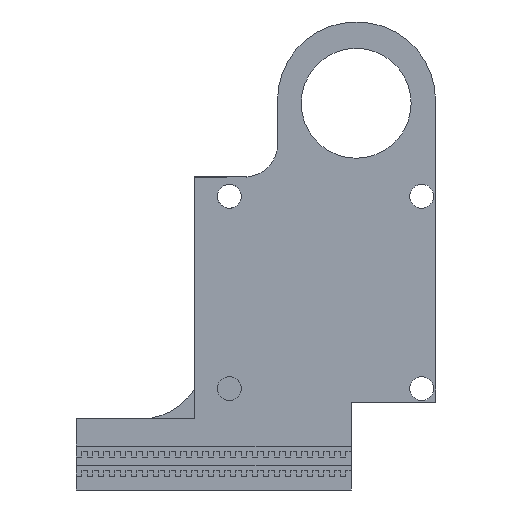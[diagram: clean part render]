
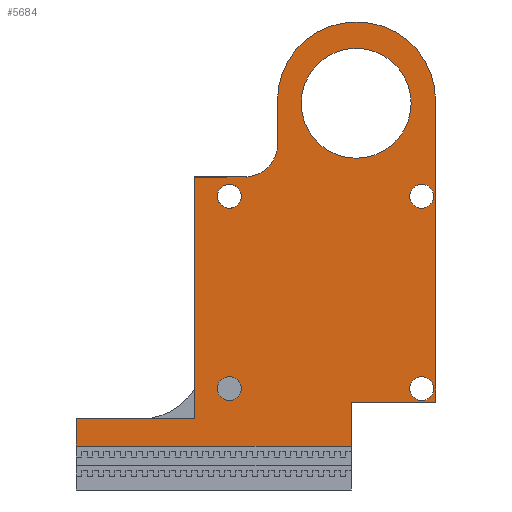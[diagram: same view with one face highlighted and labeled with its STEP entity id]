
A CAD part, front view. The second image highlights one B-rep face of the part: STEP entity #5684.
In plain terms, the highlighted planar face has unit normal (0, -1, 0).
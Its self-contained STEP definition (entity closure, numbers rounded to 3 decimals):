
#28=FACE_BOUND('',#597,.T.);
#29=FACE_BOUND('',#598,.T.);
#30=FACE_BOUND('',#599,.T.);
#31=FACE_BOUND('',#600,.T.);
#32=FACE_BOUND('',#601,.T.);
#65=PLANE('',#5982);
#314=FACE_OUTER_BOUND('',#596,.T.);
#596=EDGE_LOOP('',(#3949,#3950,#3951,#3952,#3953,#3954,#3955,#3956,#3957,
#3958,#3959,#3960,#3961,#3962,#3963,#3964,#3965,#3966));
#597=EDGE_LOOP('',(#3967));
#598=EDGE_LOOP('',(#3968));
#599=EDGE_LOOP('',(#3969));
#600=EDGE_LOOP('',(#3970));
#601=EDGE_LOOP('',(#3971));
#914=LINE('',#7850,#1671);
#917=LINE('',#7856,#1674);
#918=LINE('',#7858,#1675);
#919=LINE('',#7860,#1676);
#920=LINE('',#7862,#1677);
#921=LINE('',#7864,#1678);
#922=LINE('',#7866,#1679);
#923=LINE('',#7868,#1680);
#924=LINE('',#7870,#1681);
#925=LINE('',#7872,#1682);
#926=LINE('',#7874,#1683);
#927=LINE('',#7876,#1684);
#928=LINE('',#7878,#1685);
#929=LINE('',#7880,#1686);
#930=LINE('',#7884,#1687);
#1671=VECTOR('',#6357,10.);
#1674=VECTOR('',#6362,10.);
#1675=VECTOR('',#6363,10.);
#1676=VECTOR('',#6364,10.);
#1677=VECTOR('',#6365,10.);
#1678=VECTOR('',#6366,10.);
#1679=VECTOR('',#6367,10.);
#1680=VECTOR('',#6368,10.);
#1681=VECTOR('',#6369,11.5);
#1682=VECTOR('',#6370,5.);
#1683=VECTOR('',#6371,50.);
#1684=VECTOR('',#6372,10.);
#1685=VECTOR('',#6373,10.);
#1686=VECTOR('',#6374,10.);
#1687=VECTOR('',#6377,10.);
#2426=CIRCLE('',#5979,5.857);
#2428=CIRCLE('',#5983,14.231);
#2429=CIRCLE('',#5984,14.231);
#2430=CIRCLE('',#5985,10.);
#2431=CIRCLE('',#5986,2.175);
#2432=CIRCLE('',#5987,2.175);
#2433=CIRCLE('',#5988,2.175);
#2434=CIRCLE('',#5989,2.175);
#2511=VERTEX_POINT('',#7840);
#2512=VERTEX_POINT('',#7841);
#2515=VERTEX_POINT('',#7849);
#2517=VERTEX_POINT('',#7855);
#2518=VERTEX_POINT('',#7857);
#2519=VERTEX_POINT('',#7859);
#2520=VERTEX_POINT('',#7861);
#2521=VERTEX_POINT('',#7863);
#2522=VERTEX_POINT('',#7865);
#2523=VERTEX_POINT('',#7867);
#2524=VERTEX_POINT('',#7869);
#2525=VERTEX_POINT('',#7871);
#2526=VERTEX_POINT('',#7873);
#2527=VERTEX_POINT('',#7875);
#2528=VERTEX_POINT('',#7877);
#2529=VERTEX_POINT('',#7879);
#2530=VERTEX_POINT('',#7881);
#2531=VERTEX_POINT('',#7883);
#2532=VERTEX_POINT('',#7886);
#2533=VERTEX_POINT('',#7888);
#2534=VERTEX_POINT('',#7890);
#2535=VERTEX_POINT('',#7892);
#2536=VERTEX_POINT('',#7894);
#3087=EDGE_CURVE('',#2511,#2512,#2426,.F.);
#3091=EDGE_CURVE('',#2511,#2515,#914,.T.);
#3094=EDGE_CURVE('',#2512,#2517,#917,.T.);
#3095=EDGE_CURVE('',#2517,#2518,#918,.T.);
#3096=EDGE_CURVE('',#2519,#2518,#919,.T.);
#3097=EDGE_CURVE('',#2520,#2519,#920,.T.);
#3098=EDGE_CURVE('',#2520,#2521,#921,.T.);
#3099=EDGE_CURVE('',#2521,#2522,#922,.T.);
#3100=EDGE_CURVE('',#2523,#2522,#923,.T.);
#3101=EDGE_CURVE('',#2524,#2523,#924,.T.);
#3102=EDGE_CURVE('',#2525,#2524,#925,.T.);
#3103=EDGE_CURVE('',#2526,#2525,#926,.T.);
#3104=EDGE_CURVE('',#2526,#2527,#927,.T.);
#3105=EDGE_CURVE('',#2527,#2528,#928,.T.);
#3106=EDGE_CURVE('',#2528,#2529,#929,.T.);
#3107=EDGE_CURVE('',#2530,#2529,#2428,.T.);
#3108=EDGE_CURVE('',#2531,#2530,#930,.T.);
#3109=EDGE_CURVE('',#2515,#2531,#2429,.T.);
#3110=EDGE_CURVE('',#2532,#2532,#2430,.T.);
#3111=EDGE_CURVE('',#2533,#2533,#2431,.T.);
#3112=EDGE_CURVE('',#2534,#2534,#2432,.T.);
#3113=EDGE_CURVE('',#2535,#2535,#2433,.T.);
#3114=EDGE_CURVE('',#2536,#2536,#2434,.T.);
#3949=ORIENTED_EDGE('',*,*,#3094,.T.);
#3950=ORIENTED_EDGE('',*,*,#3095,.T.);
#3951=ORIENTED_EDGE('',*,*,#3096,.F.);
#3952=ORIENTED_EDGE('',*,*,#3097,.F.);
#3953=ORIENTED_EDGE('',*,*,#3098,.T.);
#3954=ORIENTED_EDGE('',*,*,#3099,.T.);
#3955=ORIENTED_EDGE('',*,*,#3100,.F.);
#3956=ORIENTED_EDGE('',*,*,#3101,.F.);
#3957=ORIENTED_EDGE('',*,*,#3102,.F.);
#3958=ORIENTED_EDGE('',*,*,#3103,.F.);
#3959=ORIENTED_EDGE('',*,*,#3104,.T.);
#3960=ORIENTED_EDGE('',*,*,#3105,.T.);
#3961=ORIENTED_EDGE('',*,*,#3106,.T.);
#3962=ORIENTED_EDGE('',*,*,#3107,.F.);
#3963=ORIENTED_EDGE('',*,*,#3108,.F.);
#3964=ORIENTED_EDGE('',*,*,#3109,.F.);
#3965=ORIENTED_EDGE('',*,*,#3091,.F.);
#3966=ORIENTED_EDGE('',*,*,#3087,.T.);
#3967=ORIENTED_EDGE('',*,*,#3110,.T.);
#3968=ORIENTED_EDGE('',*,*,#3111,.T.);
#3969=ORIENTED_EDGE('',*,*,#3112,.T.);
#3970=ORIENTED_EDGE('',*,*,#3113,.T.);
#3971=ORIENTED_EDGE('',*,*,#3114,.T.);
#5684=ADVANCED_FACE('',(#314,#28,#29,#30,#31,#32),#65,.T.);
#5979=AXIS2_PLACEMENT_3D('',#7842,#6349,#6350);
#5982=AXIS2_PLACEMENT_3D('',#7854,#6360,#6361);
#5983=AXIS2_PLACEMENT_3D('',#7882,#6375,#6376);
#5984=AXIS2_PLACEMENT_3D('',#7885,#6378,#6379);
#5985=AXIS2_PLACEMENT_3D('',#7887,#6380,#6381);
#5986=AXIS2_PLACEMENT_3D('',#7889,#6382,#6383);
#5987=AXIS2_PLACEMENT_3D('',#7891,#6384,#6385);
#5988=AXIS2_PLACEMENT_3D('',#7893,#6386,#6387);
#5989=AXIS2_PLACEMENT_3D('',#7895,#6388,#6389);
#6349=DIRECTION('center_axis',(0.,-1.,0.));
#6350=DIRECTION('ref_axis',(0.053,0.,-0.999));
#6357=DIRECTION('',(0.,0.,1.));
#6360=DIRECTION('center_axis',(0.,-1.,0.));
#6361=DIRECTION('ref_axis',(0.,0.,-1.));
#6362=DIRECTION('',(0.,0.,-1.));
#6363=DIRECTION('',(-1.,0.,0.));
#6364=DIRECTION('',(0.,0.,-1.));
#6365=DIRECTION('',(1.,0.,0.));
#6366=DIRECTION('',(0.,0.,-1.));
#6367=DIRECTION('',(-1.,0.,0.));
#6368=DIRECTION('',(0.,0.,1.));
#6369=DIRECTION('',(1.,0.,0.));
#6370=DIRECTION('',(0.,0.,1.));
#6371=DIRECTION('',(-1.,0.,0.));
#6372=DIRECTION('',(0.,0.,1.));
#6373=DIRECTION('',(1.,0.,0.));
#6374=DIRECTION('',(0.,0.,1.));
#6375=DIRECTION('center_axis',(0.,1.,0.));
#6376=DIRECTION('ref_axis',(0.707,0.,0.707));
#6377=DIRECTION('',(1.,0.,0.));
#6378=DIRECTION('center_axis',(0.,1.,0.));
#6379=DIRECTION('ref_axis',(-0.707,0.,0.707));
#6380=DIRECTION('center_axis',(0.,1.,0.));
#6381=DIRECTION('ref_axis',(1.,0.,0.));
#6382=DIRECTION('center_axis',(0.,1.,0.));
#6383=DIRECTION('ref_axis',(1.,0.,0.));
#6384=DIRECTION('center_axis',(0.,1.,0.));
#6385=DIRECTION('ref_axis',(1.,0.,0.));
#6386=DIRECTION('center_axis',(0.,1.,0.));
#6387=DIRECTION('ref_axis',(1.,0.,0.));
#6388=DIRECTION('center_axis',(0.,1.,0.));
#6389=DIRECTION('ref_axis',(1.,0.,0.));
#7840=CARTESIAN_POINT('',(36.569,0.,49.849));
#7841=CARTESIAN_POINT('',(31.023,0.,44.));
#7842=CARTESIAN_POINT('Origin',(30.712,0.,49.849));
#7849=CARTESIAN_POINT('',(36.569,0.,57.915));
#7850=CARTESIAN_POINT('',(36.569,0.,42.));
#7854=CARTESIAN_POINT('Origin',(0.,0.,0.));
#7855=CARTESIAN_POINT('',(31.023,0.,43.863));
#7856=CARTESIAN_POINT('',(31.023,0.,22.172));
#7857=CARTESIAN_POINT('',(31.004,0.,43.863));
#7858=CARTESIAN_POINT('',(13.752,0.,43.863));
#7859=CARTESIAN_POINT('',(31.004,0.,44.));
#7860=CARTESIAN_POINT('',(31.004,0.,44.));
#7861=CARTESIAN_POINT('',(27.34,0.,44.));
#7862=CARTESIAN_POINT('',(27.34,0.,44.));
#7863=CARTESIAN_POINT('',(27.34,0.,43.863));
#7864=CARTESIAN_POINT('',(27.34,0.,44.));
#7865=CARTESIAN_POINT('',(21.5,0.,43.863));
#7866=CARTESIAN_POINT('',(13.752,0.,43.863));
#7867=CARTESIAN_POINT('',(21.5,0.,0.));
#7868=CARTESIAN_POINT('',(21.5,0.,42.));
#7869=CARTESIAN_POINT('',(0.,0.,0.));
#7870=CARTESIAN_POINT('',(0.,0.,0.));
#7871=CARTESIAN_POINT('',(0.,0.,-5.));
#7872=CARTESIAN_POINT('',(0.,0.,-5.));
#7873=CARTESIAN_POINT('',(50.,0.,-5.));
#7874=CARTESIAN_POINT('',(50.,0.,-5.));
#7875=CARTESIAN_POINT('',(50.,0.,3.004));
#7876=CARTESIAN_POINT('',(50.,0.,60.));
#7877=CARTESIAN_POINT('',(65.328,0.,3.004));
#7878=CARTESIAN_POINT('',(27.504,0.,3.004));
#7879=CARTESIAN_POINT('',(65.328,0.,57.915));
#7880=CARTESIAN_POINT('',(65.328,0.,42.));
#7881=CARTESIAN_POINT('',(51.097,0.,72.146));
#7882=CARTESIAN_POINT('Origin',(51.097,0.,57.915));
#7883=CARTESIAN_POINT('',(50.8,0.,72.146));
#7884=CARTESIAN_POINT('',(65.328,0.,72.146));
#7885=CARTESIAN_POINT('Origin',(50.8,0.,57.915));
#7886=CARTESIAN_POINT('',(40.881,0.,57.354));
#7887=CARTESIAN_POINT('Origin',(50.881,0.,57.354));
#7888=CARTESIAN_POINT('',(25.634,0.,40.44));
#7889=CARTESIAN_POINT('Origin',(27.809,0.,40.44));
#7890=CARTESIAN_POINT('',(60.634,0.,5.44));
#7891=CARTESIAN_POINT('Origin',(62.809,0.,5.44));
#7892=CARTESIAN_POINT('',(60.634,0.,40.44));
#7893=CARTESIAN_POINT('Origin',(62.809,0.,40.44));
#7894=CARTESIAN_POINT('',(25.634,0.,5.44));
#7895=CARTESIAN_POINT('Origin',(27.809,0.,5.44));
